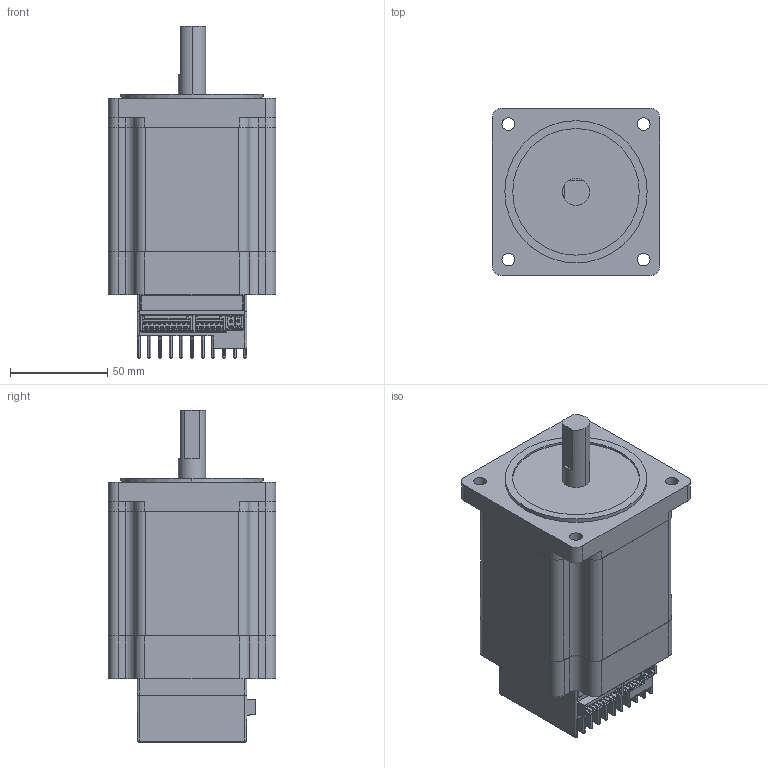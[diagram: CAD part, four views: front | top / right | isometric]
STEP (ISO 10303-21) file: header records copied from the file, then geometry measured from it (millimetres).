
FILE_DESCRIPTION (( 'STEP AP203' ), '1' );
FILE_NAME ('stepIM_IST-34M22CO10.STEP', '2015-05-10T22:02:33', ( '' ), ( '' ), 'SwSTEP 2.0', 'SolidWorks 2013', '' );
FILE_SCHEMA (( 'CONFIG_CONTROL_DESIGN' ));
Length unit declared in the file: millimetre
Products named in the file (1): stepIM_IST-34M22CO10
Bounding box: 86 x 86 x 170.5 mm (x, y, z)
Volume: 419551.3 mm3; surface area: 163140.4 mm2
Topology: 21 solids, 21 shells, 2156 faces, 5472 edges, 3528 vertices
Faces by surface type: plane 1280, cylinder 695, torus 76, bspline 63, cone 42
Entity records: 67494 total; most frequent: CARTESIAN_POINT 14404, DIRECTION 11079, ORIENTED_EDGE 10920, EDGE_CURVE 5460, VECTOR 3745, LINE 3745, AXIS2_PLACEMENT_3D 3667, VERTEX_POINT 3528
